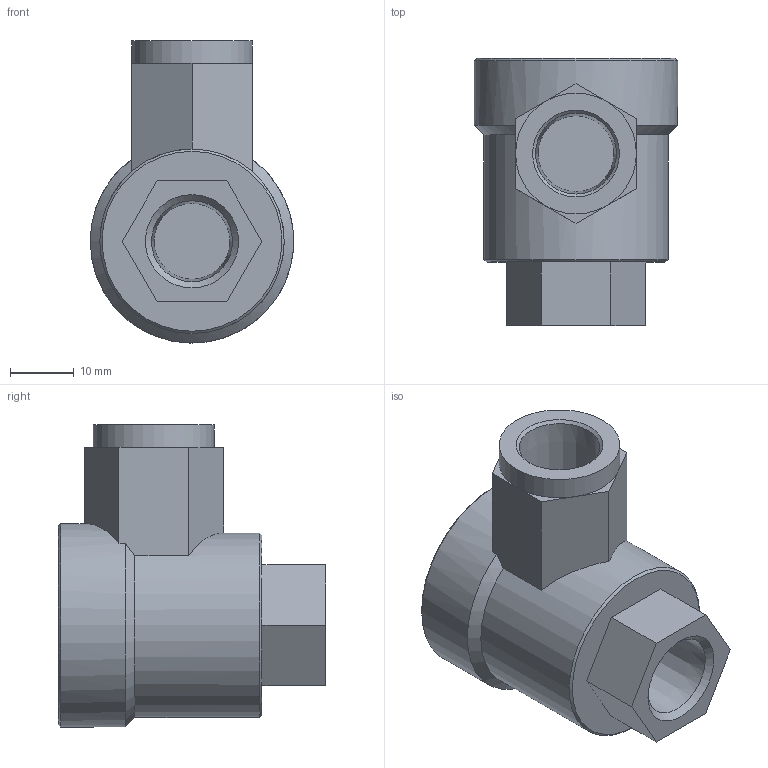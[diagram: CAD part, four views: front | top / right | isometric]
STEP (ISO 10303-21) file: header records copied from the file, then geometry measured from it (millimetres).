
FILE_DESCRIPTION(/* description */ ('STEP AP214'),/* implementation_level */ '2;1');
FILE_NAME(/* name */ '9799_SEU-1_4-NPT',/* time_stamp */ '2024-09-15T00:35:40+02:00',/* author */ ('License CC BY-ND 4.0'),/* organization */ ('CADENAS'),/* preprocessor_version */ 'ST-DEVELOPER v19.3',/* originating_system */ 'PARTsolutions',/* authorisation */ ' ');
FILE_SCHEMA (('AUTOMOTIVE_DESIGN {1 0 10303 214 3 1 1}'));
Length unit declared in the file: millimetre
Products named in the file (2): 9799 SEU-1/4-NPT; 9799 SEU-1/4-NPT---(geh)
Assembly tree (1 placements, depth 2):
  9799 SEU-1/4-NPT
    9799 SEU-1/4-NPT---(geh)
Bounding box: 32 x 42 x 47.5 mm (x, y, z)
Volume: 27910.8 mm3; surface area: 7316 mm2
Topology: 1 solids, 1 shells, 34 faces, 76 edges, 47 vertices
Faces by surface type: plane 24, cone 7, cylinder 3
Full cylindrical faces by diameter (mm): 19 x1, 29 x1, 32 x1
Entity records: 923 total; most frequent: DIRECTION 158, CARTESIAN_POINT 152, ORIENTED_EDGE 130, EDGE_CURVE 65, AXIS2_PLACEMENT_3D 59, EDGE_LOOP 46, FACE_BOUND 46, VERTEX_POINT 45
